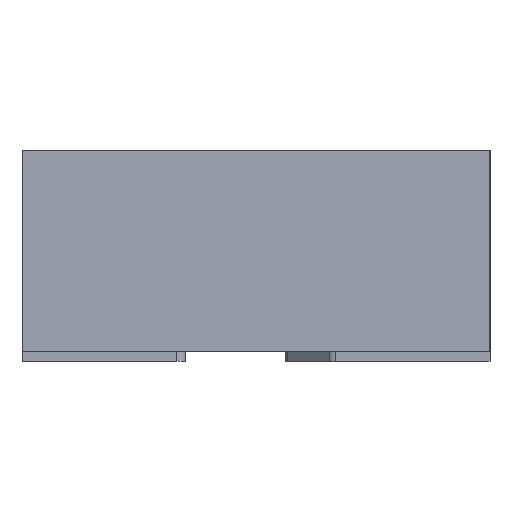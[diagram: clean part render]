
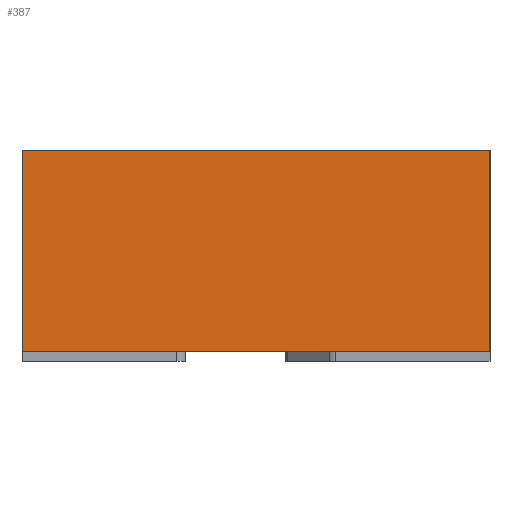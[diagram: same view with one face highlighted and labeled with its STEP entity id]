
A CAD part, left-side view. The second image highlights one B-rep face of the part: STEP entity #387.
In plain terms, the highlighted planar face has unit normal (-1, 0, 0).
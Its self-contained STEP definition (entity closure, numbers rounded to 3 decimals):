
#387 = ADVANCED_FACE( '', ( #814 ), #815, .F. );
#814 = FACE_OUTER_BOUND( '', #1348, .T. );
#815 = PLANE( '', #1349 );
#1348 = EDGE_LOOP( '', ( #2063, #2064, #2065, #2066 ) );
#1349 = AXIS2_PLACEMENT_3D( '', #2067, #2068, #2069 );
#2063 = ORIENTED_EDGE( '', *, *, #3681, .T. );
#2064 = ORIENTED_EDGE( '', *, *, #3682, .F. );
#2065 = ORIENTED_EDGE( '', *, *, #3683, .F. );
#2066 = ORIENTED_EDGE( '', *, *, #3684, .T. );
#2067 = CARTESIAN_POINT( '', ( -0.6, 0.5, 0.45 ) );
#2068 = DIRECTION( '', ( 1., 0., 0. ) );
#2069 = DIRECTION( '', ( 0., 0., -1. ) );
#3681 = EDGE_CURVE( '', #4379, #4380, #4381, .T. );
#3682 = EDGE_CURVE( '', #4382, #4380, #4383, .T. );
#3683 = EDGE_CURVE( '', #4384, #4382, #4385, .T. );
#3684 = EDGE_CURVE( '', #4384, #4379, #4386, .T. );
#4379 = VERTEX_POINT( '', #5507 );
#4380 = VERTEX_POINT( '', #5508 );
#4381 = LINE( '', #5509, #5510 );
#4382 = VERTEX_POINT( '', #5511 );
#4383 = LINE( '', #5512, #5513 );
#4384 = VERTEX_POINT( '', #5514 );
#4385 = LINE( '', #5515, #5516 );
#4386 = LINE( '', #5517, #5518 );
#5507 = CARTESIAN_POINT( '', ( -0.6, 0.5, 0.02 ) );
#5508 = CARTESIAN_POINT( '', ( -0.6, -0.5, 0.02 ) );
#5509 = CARTESIAN_POINT( '', ( -0.6, 0.5, 0.02 ) );
#5510 = VECTOR( '', #6939, 1000. );
#5511 = CARTESIAN_POINT( '', ( -0.6, -0.5, 0.45 ) );
#5512 = CARTESIAN_POINT( '', ( -0.6, -0.5, 0.45 ) );
#5513 = VECTOR( '', #6940, 1000. );
#5514 = CARTESIAN_POINT( '', ( -0.6, 0.5, 0.45 ) );
#5515 = CARTESIAN_POINT( '', ( -0.6, 0.5, 0.45 ) );
#5516 = VECTOR( '', #6941, 1000. );
#5517 = CARTESIAN_POINT( '', ( -0.6, 0.5, 0.45 ) );
#5518 = VECTOR( '', #6942, 1000. );
#6939 = DIRECTION( '', ( 0., -1., 0. ) );
#6940 = DIRECTION( '', ( 0., 0., -1. ) );
#6941 = DIRECTION( '', ( 0., -1., 0. ) );
#6942 = DIRECTION( '', ( 0., 0., -1. ) );
